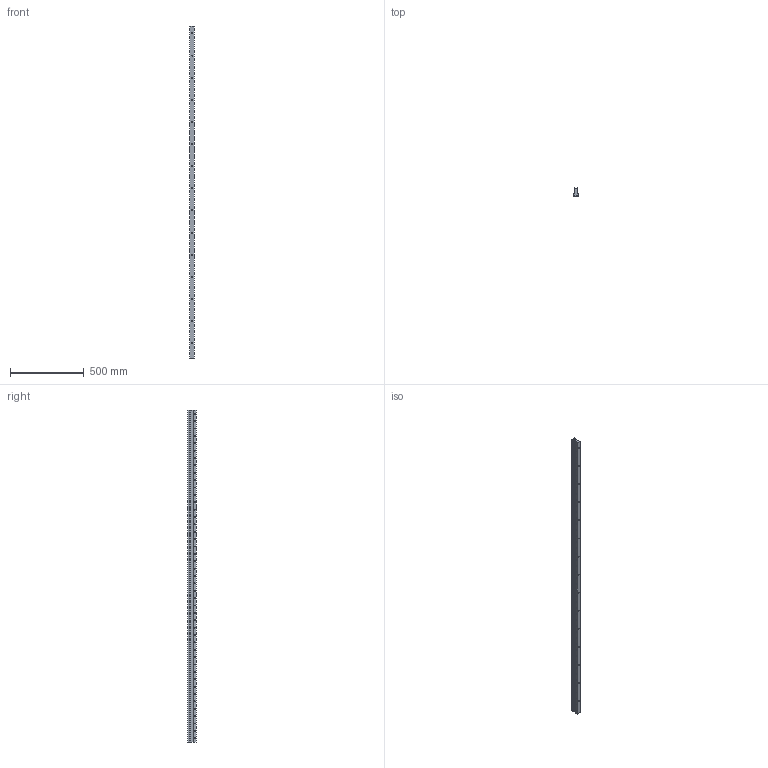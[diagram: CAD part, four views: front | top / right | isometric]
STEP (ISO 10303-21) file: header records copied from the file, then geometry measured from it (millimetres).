
FILE_DESCRIPTION (( 'STEP AP214' ), '1' );
FILE_NAME ('TGROUPP 2019.04.02.003.STEP', '2019-05-07T08:59:14', ( '' ), ( '' ), 'SwSTEP 2.0', 'SolidWorks 2016', '' );
FILE_SCHEMA (( 'AUTOMOTIVE_DESIGN' ));
Length unit declared in the file: millimetre
Products named in the file (1): TGROUPP 2019.04.02.003
Bounding box: 28.8 x 55 x 2250 mm (x, y, z)
Volume: 2468321.3 mm3; surface area: 563217.3 mm2
Topology: 1 solids, 1 shells, 201 faces, 567 edges, 353 vertices
Faces by surface type: cylinder 131, plane 40, cone 30
Entity records: 6917 total; most frequent: DIRECTION 1203, CARTESIAN_POINT 1092, ORIENTED_EDGE 1074, EDGE_CURVE 537, AXIS2_PLACEMENT_3D 464, VERTEX_POINT 353, EDGE_LOOP 306, VECTOR 275
